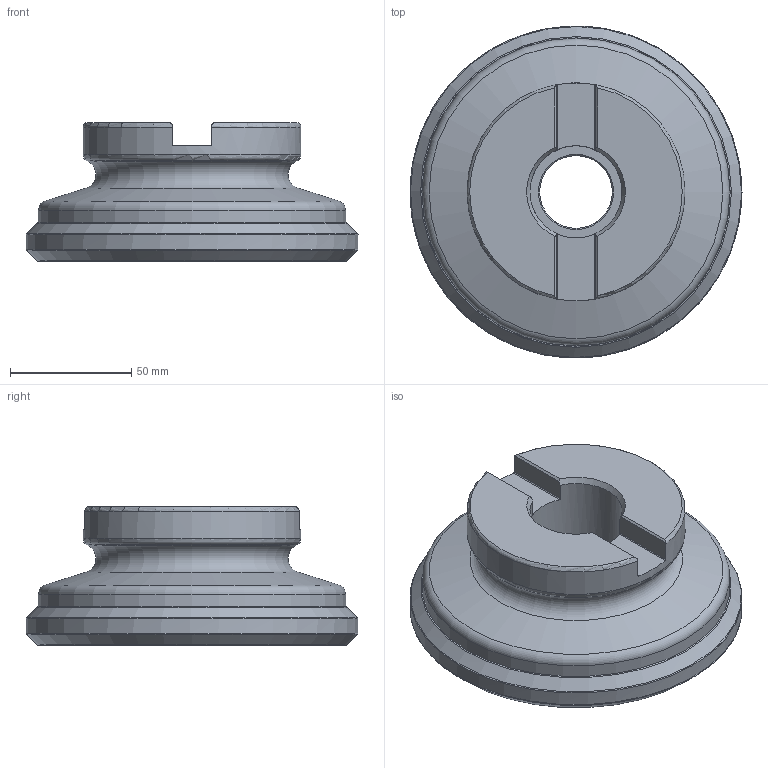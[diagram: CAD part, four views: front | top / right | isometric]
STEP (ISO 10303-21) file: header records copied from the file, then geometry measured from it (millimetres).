
FILE_DESCRIPTION(/* description */ (''),/* implementation_level */ '2;1');
FILE_NAME(/* name */ 'E-Catalogue-F43-ODMT06-D500Z8S150I.stp',/* time_stamp */ '2023-05-23T11:25:44+09:00',/* author */ (''),/* organization */ (''),/* preprocessor_version */ 'ST-DEVELOPER v16',/* originating_system */ 'SIEMENS PLM Software NX 10.0',/* authorisation */ '');
FILE_SCHEMA (('AP203_CONFIGURATION_CONTROLLED_3D_DESIGN_OF_MECHANICAL_PARTS_AND_ASSEMBLIES_MIM_LF { 1 0 10303 403 2 1 2}'));
Length unit declared in the file: millimetre
Products named in the file (1): 102230FC773B3alp
Bounding box: 137.08 x 137.07 x 57.15 mm (x, y, z)
Volume: 393916.7 mm3; surface area: 69842.3 mm2
Topology: 1 solids, 2 shells, 70 faces, 200 edges, 150 vertices
Faces by surface type: revolution 20, plane 16, torus 13, cylinder 11, cone 10
Full cylindrical faces by diameter (mm): 29.997 x1, 38.1 x1, 39.1 x1, 53 x1, 90 x1, 126.862 x1, 134.689 x1
Entity records: 2216 total; most frequent: CARTESIAN_POINT 738, DIRECTION 274, ORIENTED_EDGE 218, EDGE_LOOP 120, AXIS2_PLACEMENT_3D 111, EDGE_CURVE 109, FACE_BOUND 100, VERTEX_POINT 89
